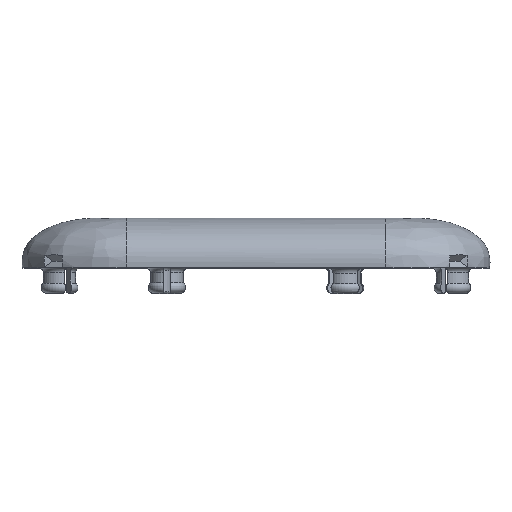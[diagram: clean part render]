
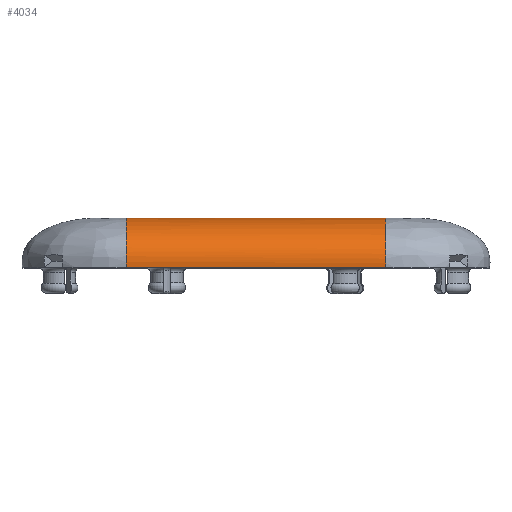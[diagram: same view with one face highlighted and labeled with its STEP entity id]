
A CAD part, top view. The second image highlights one B-rep face of the part: STEP entity #4034.
In plain terms, the highlighted free-form (B-spline) face has degree [4, 1] with [6, 2] control points.
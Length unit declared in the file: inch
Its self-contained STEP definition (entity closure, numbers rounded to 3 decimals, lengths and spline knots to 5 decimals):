
#167=B_SPLINE_SURFACE_WITH_KNOTS('',4,1,((#6668,#6669),(#6670,#6671),(#6672,
#6673),(#6674,#6675),(#6676,#6677),(#6678,#6679)),.UNSPECIFIED.,.F.,.F.,
 .F.,(5,1,5),(2,2),(-1.,-0.53139,0.),(0.,2.53492),
 .UNSPECIFIED.);
#383=FACE_OUTER_BOUND('',#647,.T.);
#647=EDGE_LOOP('',(#2824,#2825,#2826,#2827));
#917=LINE('',#6680,#1122);
#1122=VECTOR('',#4697,0.998);
#1313=B_SPLINE_CURVE_WITH_KNOTS('',4,(#5632,#5633,#5634,#5635,#5636),
 .UNSPECIFIED.,.F.,.F.,(5,5),(-0.4342,0.),.UNSPECIFIED.);
#1327=B_SPLINE_CURVE_WITH_KNOTS('',4,(#5782,#5783,#5784,#5785,#5786),
 .UNSPECIFIED.,.F.,.F.,(5,5),(0.,0.4342),.UNSPECIFIED.);
#1349=B_SPLINE_CURVE_WITH_KNOTS('',3,(#5978,#5979,#5980,#5981,#5982,#5983),
 .UNSPECIFIED.,.F.,.F.,(4,2,4),(-2.53492,-1.26746,0.),.UNSPECIFIED.);
#1612=VERTEX_POINT('',#5622);
#1613=VERTEX_POINT('',#5631);
#1629=VERTEX_POINT('',#5779);
#1630=VERTEX_POINT('',#5781);
#2028=EDGE_CURVE('',#1612,#1613,#1313,.T.);
#2050=EDGE_CURVE('',#1629,#1630,#1327,.T.);
#2082=EDGE_CURVE('',#1630,#1612,#1349,.T.);
#2111=EDGE_CURVE('',#1629,#1613,#917,.T.);
#2824=ORIENTED_EDGE('',*,*,#2082,.F.);
#2825=ORIENTED_EDGE('',*,*,#2050,.F.);
#2826=ORIENTED_EDGE('',*,*,#2111,.T.);
#2827=ORIENTED_EDGE('',*,*,#2028,.F.);
#4034=ADVANCED_FACE('',(#383),#167,.T.);
#4697=DIRECTION('',(-1.,0.,0.));
#5622=CARTESIAN_POINT('',(-0.499,0.26,0.89937));
#5631=CARTESIAN_POINT('',(-0.499,0.45,0.625));
#5632=CARTESIAN_POINT('Ctrl Pts',(-0.499,0.26,0.89937));
#5633=CARTESIAN_POINT('Ctrl Pts',(-0.499,0.3427,0.91245));
#5634=CARTESIAN_POINT('Ctrl Pts',(-0.499,0.41707,0.86455));
#5635=CARTESIAN_POINT('Ctrl Pts',(-0.499,0.45,0.71985));
#5636=CARTESIAN_POINT('Ctrl Pts',(-0.499,0.45,0.625));
#5779=CARTESIAN_POINT('',(0.499,0.45,0.625));
#5781=CARTESIAN_POINT('',(0.499,0.26,0.89937));
#5782=CARTESIAN_POINT('Ctrl Pts',(0.499,0.45,0.625));
#5783=CARTESIAN_POINT('Ctrl Pts',(0.499,0.45,0.71985));
#5784=CARTESIAN_POINT('Ctrl Pts',(0.499,0.41707,0.86455));
#5785=CARTESIAN_POINT('Ctrl Pts',(0.499,0.3427,0.91245));
#5786=CARTESIAN_POINT('Ctrl Pts',(0.499,0.26,0.89937));
#5978=CARTESIAN_POINT('Ctrl Pts',(0.499,0.26,0.89937));
#5979=CARTESIAN_POINT('Ctrl Pts',(0.33267,0.26,0.89937));
#5980=CARTESIAN_POINT('Ctrl Pts',(0.16633,0.26,0.89937));
#5981=CARTESIAN_POINT('Ctrl Pts',(-0.16633,0.26,0.89937));
#5982=CARTESIAN_POINT('Ctrl Pts',(-0.33267,0.26,0.89937));
#5983=CARTESIAN_POINT('Ctrl Pts',(-0.499,0.26,0.89937));
#6668=CARTESIAN_POINT('Ctrl Pts',(0.499,0.,0.625));
#6669=CARTESIAN_POINT('Ctrl Pts',(-0.499,0.,0.625));
#6670=CARTESIAN_POINT('Ctrl Pts',(0.499,0.,
0.69176));
#6671=CARTESIAN_POINT('Ctrl Pts',(-0.499,0.,
0.69176));
#6672=CARTESIAN_POINT('Ctrl Pts',(0.499,0.03448,
0.77143));
#6673=CARTESIAN_POINT('Ctrl Pts',(-0.499,0.03448,
0.77143));
#6674=CARTESIAN_POINT('Ctrl Pts',(0.499,0.35717,1.10003));
#6675=CARTESIAN_POINT('Ctrl Pts',(-0.499,0.35717,1.10003));
#6676=CARTESIAN_POINT('Ctrl Pts',(0.499,0.45,0.74109));
#6677=CARTESIAN_POINT('Ctrl Pts',(-0.499,0.45,0.74109));
#6678=CARTESIAN_POINT('Ctrl Pts',(0.499,0.45,0.625));
#6679=CARTESIAN_POINT('Ctrl Pts',(-0.499,0.45,0.625));
#6680=CARTESIAN_POINT('',(0.499,0.45,0.625));
